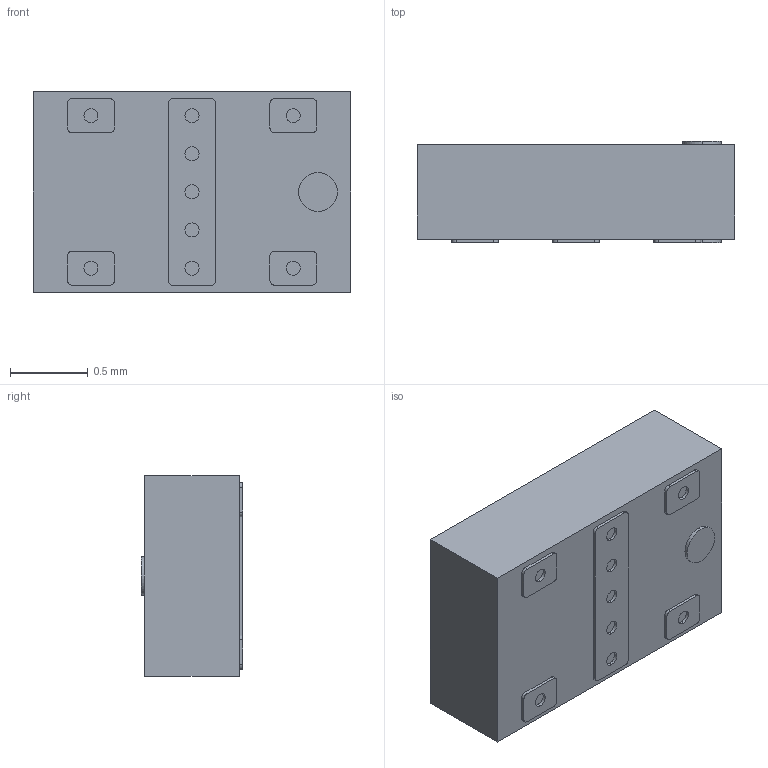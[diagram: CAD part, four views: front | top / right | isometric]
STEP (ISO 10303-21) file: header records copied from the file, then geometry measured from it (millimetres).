
FILE_DESCRIPTION (( 'STEP AP203' ), '1' );
FILE_NAME ('X4C70J1-20G.STEP', '2025-10-28T19:48:07', ( '' ), ( '' ), 'SwSTEP 2.0', 'SolidWorks 2023', '' );
FILE_SCHEMA (( 'CONFIG_CONTROL_DESIGN' ));
Length unit declared in the file: millimetre
Products named in the file (1): X4C70J1-20G
Bounding box: 2.04 x 0.65 x 1.29 mm (x, y, z)
Volume: 1.6 mm3; surface area: 9.5 mm2
Topology: 1 solids, 1 shells, 84 faces, 198 edges, 132 vertices
Faces by surface type: cylinder 42, plane 42
Entity records: 2523 total; most frequent: DIRECTION 452, CARTESIAN_POINT 415, ORIENTED_EDGE 396, EDGE_CURVE 198, AXIS2_PLACEMENT_3D 169, VERTEX_POINT 132, VECTOR 114, LINE 114
